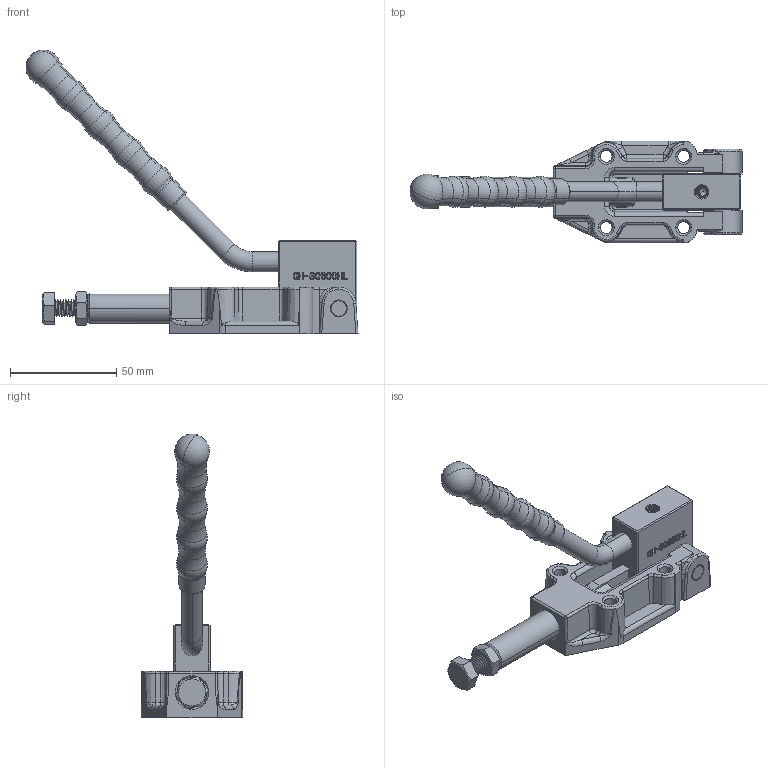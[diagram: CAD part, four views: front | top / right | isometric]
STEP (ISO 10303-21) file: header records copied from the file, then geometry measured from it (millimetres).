
FILE_DESCRIPTION (( 'STEP AP203' ), '1' );
FILE_NAME ('CH-30600HL.STEP', '2017-11-26T00:52:11', ( 'Windows' ), ( 'Microsoft' ), 'SwSTEP 2.0', 'SolidWorks 2015', '' );
FILE_SCHEMA (( 'CONFIG_CONTROL_DESIGN' ));
Length unit declared in the file: millimetre
Products named in the file (13): 30600HL-03; 30600HL-04; M6AO; 30600-01; 30600-04hl; 30600-02; CH-30600HL; 30600-05; 30600-06; 30600HL-01; CH-SA-086512; 30600HL-02; M8
Assembly tree (13 placements, depth 2):
  CH-30600HL
    30600-01
    30600-02
    30600-05
    30600-06  x2
    CH-SA-086512
    M8
    30600HL-01
    30600HL-02
    30600HL-03
    30600HL-04
    M6AO
    30600-04hl
Bounding box: 156.45 x 48 x 133.76 mm (x, y, z)
Volume: 98779.9 mm3; surface area: 51487.8 mm2
Topology: 13 solids, 13 shells, 1528 faces, 4112 edges, 2614 vertices
Faces by surface type: plane 705, cylinder 553, bspline 94, torus 91, cone 79, sphere 6
Entity records: 56064 total; most frequent: CARTESIAN_POINT 25090, ORIENTED_EDGE 6616, DIRECTION 5907, EDGE_CURVE 3308, AXIS2_PLACEMENT_3D 2283, VERTEX_POINT 2084, LINE 1341, VECTOR 1341
